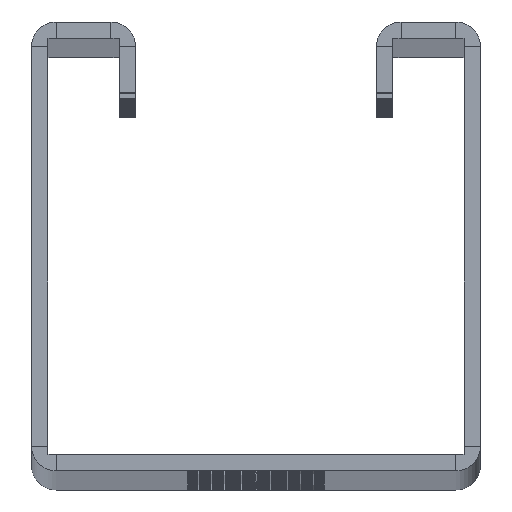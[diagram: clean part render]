
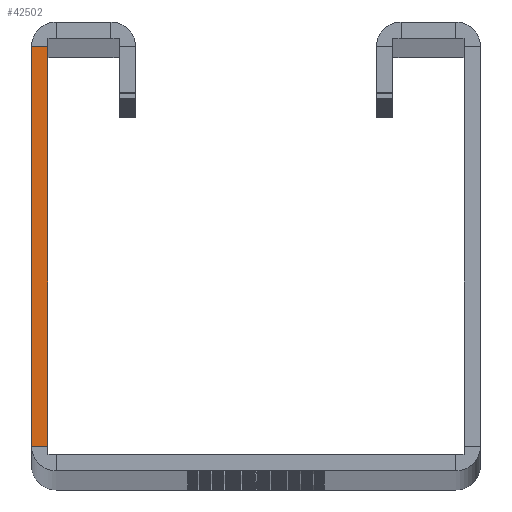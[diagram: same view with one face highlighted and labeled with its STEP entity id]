
A CAD part, top view. The second image highlights one B-rep face of the part: STEP entity #42502.
In plain terms, the highlighted planar face has unit normal (0, 0, 1).
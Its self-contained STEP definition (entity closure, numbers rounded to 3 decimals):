
#121 = CARTESIAN_POINT ( 'NONE',  ( -20.5, 0., 0. ) ) ;
#1549 = DIRECTION ( 'NONE',  ( 1., 0., 0. ) ) ;
#1831 = EDGE_CURVE ( 'NONE', #17131, #59993, #19219, .T. ) ;
#2703 = CARTESIAN_POINT ( 'NONE',  ( -19., 0., 0. ) ) ;
#4198 = LINE ( 'NONE', #2703, #14693 ) ;
#4810 = CARTESIAN_POINT ( 'NONE',  ( -20.5, 38.75, 0. ) ) ;
#6133 = EDGE_CURVE ( 'NONE', #21821, #17131, #4198, .T. ) ;
#6999 = CARTESIAN_POINT ( 'NONE',  ( -19., 2.25, 0. ) ) ;
#8192 = ORIENTED_EDGE ( 'NONE', *, *, #57167, .T. ) ;
#10793 = VECTOR ( 'NONE', #24135, 1000. ) ;
#12674 = DIRECTION ( 'NONE',  ( -1., 0., 0. ) ) ;
#14693 = VECTOR ( 'NONE', #26718, 1000. ) ;
#16271 = CARTESIAN_POINT ( 'NONE',  ( -18.25, 1.5, 0. ) ) ;
#17131 = VERTEX_POINT ( 'NONE', #51017 ) ;
#18410 = FACE_OUTER_BOUND ( 'NONE', #52310, .T. ) ;
#19219 = LINE ( 'NONE', #37101, #41795 ) ;
#20183 = VECTOR ( 'NONE', #54281, 1000. ) ;
#21821 = VERTEX_POINT ( 'NONE', #6999 ) ;
#24135 = DIRECTION ( 'NONE',  ( 0., 1., 0. ) ) ;
#25117 = LINE ( 'NONE', #121, #10793 ) ;
#25228 = CARTESIAN_POINT ( 'NONE',  ( -20.5, 2.25, 0. ) ) ;
#26718 = DIRECTION ( 'NONE',  ( 0., 1., 0. ) ) ;
#28512 = LINE ( 'NONE', #25228, #20183 ) ;
#30388 = PLANE ( 'NONE',  #61732 ) ;
#37101 = CARTESIAN_POINT ( 'NONE',  ( -19., 38.75, 0. ) ) ;
#39417 = EDGE_CURVE ( 'NONE', #55760, #59993, #25117, .T. ) ;
#40919 = ORIENTED_EDGE ( 'NONE', *, *, #6133, .T. ) ;
#41599 = CARTESIAN_POINT ( 'NONE',  ( -20.5, 2.25, 0. ) ) ;
#41795 = VECTOR ( 'NONE', #12674, 1000. ) ;
#42502 = ADVANCED_FACE ( 'NONE', ( #18410 ), #30388, .T. ) ;
#44904 = DIRECTION ( 'NONE',  ( 0., 0., 1. ) ) ;
#51017 = CARTESIAN_POINT ( 'NONE',  ( -19., 38.75, 0. ) ) ;
#52310 = EDGE_LOOP ( 'NONE', ( #57017, #8192, #40919, #54073 ) ) ;
#54073 = ORIENTED_EDGE ( 'NONE', *, *, #1831, .T. ) ;
#54281 = DIRECTION ( 'NONE',  ( 1., 0., 0. ) ) ;
#55760 = VERTEX_POINT ( 'NONE', #41599 ) ;
#57017 = ORIENTED_EDGE ( 'NONE', *, *, #39417, .F. ) ;
#57167 = EDGE_CURVE ( 'NONE', #55760, #21821, #28512, .T. ) ;
#59993 = VERTEX_POINT ( 'NONE', #4810 ) ;
#61732 = AXIS2_PLACEMENT_3D ( 'NONE', #16271, #44904, #1549 ) ;
